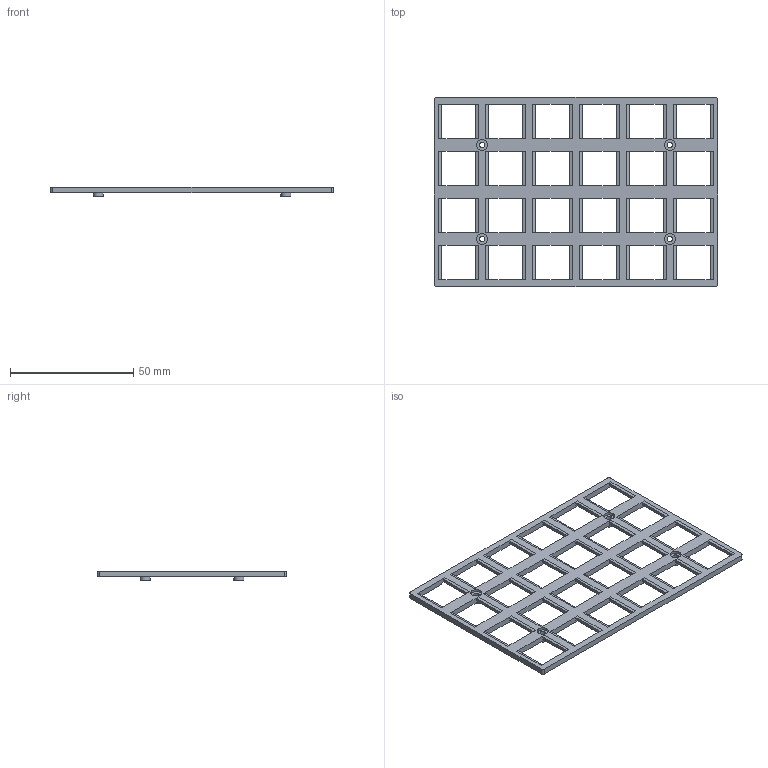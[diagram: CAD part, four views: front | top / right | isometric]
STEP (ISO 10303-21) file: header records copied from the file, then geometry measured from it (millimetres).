
FILE_DESCRIPTION(/* description */ (''),/* implementation_level */ '2;1');
FILE_NAME(/* name */ 'lskbd-low-plate-right.step',/* time_stamp */ '2024-02-23T10:05:16+09:00',/* author */ (''),/* organization */ (''),/* preprocessor_version */ 'ST-DEVELOPER v20',/* originating_system */ 'Autodesk Translation Framework v12.20.1.177',/* authorisation */ '');
FILE_SCHEMA (('AUTOMOTIVE_DESIGN { 1 0 10303 214 3 1 1 }'));
Length unit declared in the file: millimetre
Products named in the file (1): lskbd-low
Bounding box: 114.9 x 76.8 x 4 mm (x, y, z)
Volume: 9147.4 mm3; surface area: 12508.3 mm2
Topology: 1 solids, 1 shells, 274 faces, 798 edges, 532 vertices
Faces by surface type: plane 258, cylinder 16
Full cylindrical faces by diameter (mm): 2.2 x4, 4.1 x4, 4.5 x4
Entity records: 9042 total; most frequent: CARTESIAN_POINT 1605, ORIENTED_EDGE 1596, DIRECTION 1380, EDGE_CURVE 798, LINE 766, VECTOR 766, VERTEX_POINT 532, EDGE_LOOP 336
